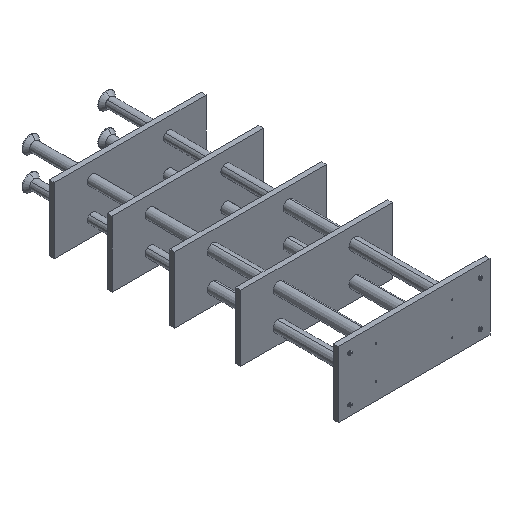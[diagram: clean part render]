
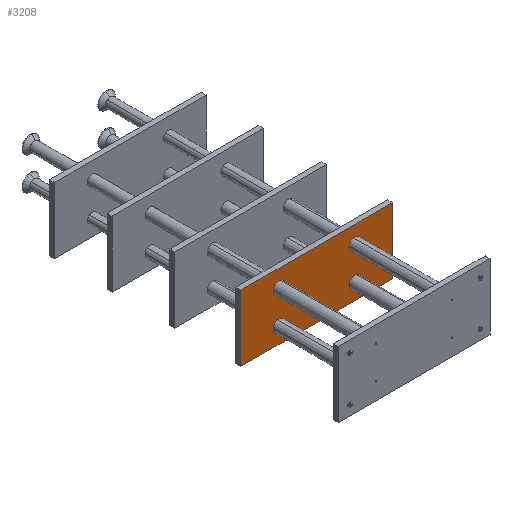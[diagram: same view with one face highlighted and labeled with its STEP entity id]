
A CAD part, isometric view. The second image highlights one B-rep face of the part: STEP entity #3208.
In plain terms, the highlighted planar face has unit normal (0, -1, 0).
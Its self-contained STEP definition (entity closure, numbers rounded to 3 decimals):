
#39 = AXIS2_PLACEMENT_3D ( 'NONE', #1349, #1697, #2126 ) ;
#78 = LINE ( 'NONE', #4105, #2428 ) ;
#86 = LINE ( 'NONE', #1291, #4939 ) ;
#112 = ORIENTED_EDGE ( 'NONE', *, *, #3239, .T. ) ;
#131 = VERTEX_POINT ( 'NONE', #2114 ) ;
#225 = DIRECTION ( 'NONE',  ( 0., 0., 1. ) ) ;
#356 = PLANE ( 'NONE',  #1645 ) ;
#382 = EDGE_CURVE ( 'NONE', #4057, #3189, #1800, .T. ) ;
#390 = CARTESIAN_POINT ( 'NONE',  ( -230., 0., -104.25 ) ) ;
#414 = EDGE_CURVE ( 'NONE', #131, #534, #1372, .T. ) ;
#534 = VERTEX_POINT ( 'NONE', #390 ) ;
#538 = EDGE_CURVE ( 'NONE', #4109, #2513, #4026, .T. ) ;
#703 = AXIS2_PLACEMENT_3D ( 'NONE', #4801, #3263, #3613 ) ;
#747 = EDGE_CURVE ( 'NONE', #3189, #4057, #1450, .T. ) ;
#864 = VERTEX_POINT ( 'NONE', #4667 ) ;
#895 = LINE ( 'NONE', #2526, #3226 ) ;
#900 = DIRECTION ( 'NONE',  ( -1., 0., 0. ) ) ;
#933 = EDGE_LOOP ( 'NONE', ( #2741, #3313 ) ) ;
#996 = EDGE_LOOP ( 'NONE', ( #3498, #3933, #1998, #1972 ) ) ;
#1049 = CARTESIAN_POINT ( 'NONE',  ( 230., 0., 104.25 ) ) ;
#1092 = AXIS2_PLACEMENT_3D ( 'NONE', #1327, #2626, #4990 ) ;
#1136 = FACE_BOUND ( 'NONE', #1224, .T. ) ;
#1209 = CARTESIAN_POINT ( 'NONE',  ( 230., 0., -95.75 ) ) ;
#1224 = EDGE_LOOP ( 'NONE', ( #2539, #1476 ) ) ;
#1235 = CARTESIAN_POINT ( 'NONE',  ( 460., 0., -200. ) ) ;
#1291 = CARTESIAN_POINT ( 'NONE',  ( 460., 0., 200. ) ) ;
#1299 = DIRECTION ( 'NONE',  ( 0., 0., -1. ) ) ;
#1327 = CARTESIAN_POINT ( 'NONE',  ( -230., 0., 100. ) ) ;
#1341 = CARTESIAN_POINT ( 'NONE',  ( -230., 0., 104.25 ) ) ;
#1349 = CARTESIAN_POINT ( 'NONE',  ( 230., 0., 100. ) ) ;
#1372 = CIRCLE ( 'NONE', #703, 4.25 ) ;
#1450 = CIRCLE ( 'NONE', #1705, 4.25 ) ;
#1476 = ORIENTED_EDGE ( 'NONE', *, *, #2675, .T. ) ;
#1622 = FACE_BOUND ( 'NONE', #3641, .T. ) ;
#1645 = AXIS2_PLACEMENT_3D ( 'NONE', #2785, #4828, #2054 ) ;
#1664 = DIRECTION ( 'NONE',  ( 1., 0., 0. ) ) ;
#1669 = CARTESIAN_POINT ( 'NONE',  ( -460., 0., -200. ) ) ;
#1670 = CARTESIAN_POINT ( 'NONE',  ( 230., 0., -100. ) ) ;
#1697 = DIRECTION ( 'NONE',  ( 0., 1., 0. ) ) ;
#1705 = AXIS2_PLACEMENT_3D ( 'NONE', #3751, #4588, #225 ) ;
#1715 = EDGE_LOOP ( 'NONE', ( #4558, #2520 ) ) ;
#1717 = VERTEX_POINT ( 'NONE', #1049 ) ;
#1800 = CIRCLE ( 'NONE', #2492, 4.25 ) ;
#1972 = ORIENTED_EDGE ( 'NONE', *, *, #2407, .F. ) ;
#1974 = DIRECTION ( 'NONE',  ( 0., 1., 0. ) ) ;
#1981 = EDGE_CURVE ( 'NONE', #2513, #4109, #3473, .T. ) ;
#1998 = ORIENTED_EDGE ( 'NONE', *, *, #5181, .F. ) ;
#2054 = DIRECTION ( 'NONE',  ( 0., 0., -1. ) ) ;
#2110 = VERTEX_POINT ( 'NONE', #3211 ) ;
#2114 = CARTESIAN_POINT ( 'NONE',  ( -230., 0., -95.75 ) ) ;
#2126 = DIRECTION ( 'NONE',  ( 0., 0., -1. ) ) ;
#2307 = VERTEX_POINT ( 'NONE', #1235 ) ;
#2328 = CIRCLE ( 'NONE', #39, 4.25 ) ;
#2332 = CIRCLE ( 'NONE', #3767, 4.25 ) ;
#2382 = CARTESIAN_POINT ( 'NONE',  ( -230., 0., 95.75 ) ) ;
#2407 = EDGE_CURVE ( 'NONE', #2307, #2110, #2881, .T. ) ;
#2428 = VECTOR ( 'NONE', #1664, 1000. ) ;
#2492 = AXIS2_PLACEMENT_3D ( 'NONE', #1670, #2832, #4851 ) ;
#2513 = VERTEX_POINT ( 'NONE', #1341 ) ;
#2520 = ORIENTED_EDGE ( 'NONE', *, *, #538, .F. ) ;
#2526 = CARTESIAN_POINT ( 'NONE',  ( -460., 0., 200. ) ) ;
#2539 = ORIENTED_EDGE ( 'NONE', *, *, #414, .T. ) ;
#2626 = DIRECTION ( 'NONE',  ( 0., -1., 0. ) ) ;
#2647 = CIRCLE ( 'NONE', #3644, 4.25 ) ;
#2675 = EDGE_CURVE ( 'NONE', #534, #131, #2647, .T. ) ;
#2741 = ORIENTED_EDGE ( 'NONE', *, *, #747, .F. ) ;
#2785 = CARTESIAN_POINT ( 'NONE',  ( 0., 0., 0. ) ) ;
#2832 = DIRECTION ( 'NONE',  ( 0., -1., 0. ) ) ;
#2881 = LINE ( 'NONE', #1669, #3980 ) ;
#2891 = VERTEX_POINT ( 'NONE', #4305 ) ;
#2920 = CARTESIAN_POINT ( 'NONE',  ( 230., 0., -104.25 ) ) ;
#3007 = DIRECTION ( 'NONE',  ( 0., 0., -1. ) ) ;
#3109 = ORIENTED_EDGE ( 'NONE', *, *, #4561, .T. ) ;
#3189 = VERTEX_POINT ( 'NONE', #1209 ) ;
#3208 = ADVANCED_FACE ( 'NONE', ( #4773, #1622, #3241, #1136, #3984 ), #356, .T. ) ;
#3211 = CARTESIAN_POINT ( 'NONE',  ( -460., 0., -200. ) ) ;
#3226 = VECTOR ( 'NONE', #3789, 1000. ) ;
#3239 = EDGE_CURVE ( 'NONE', #864, #1717, #2332, .T. ) ;
#3241 = FACE_BOUND ( 'NONE', #933, .T. ) ;
#3263 = DIRECTION ( 'NONE',  ( 0., 1., 0. ) ) ;
#3313 = ORIENTED_EDGE ( 'NONE', *, *, #382, .F. ) ;
#3341 = AXIS2_PLACEMENT_3D ( 'NONE', #4054, #4424, #1299 ) ;
#3443 = CARTESIAN_POINT ( 'NONE',  ( -230., 0., -100. ) ) ;
#3473 = CIRCLE ( 'NONE', #1092, 4.25 ) ;
#3494 = DIRECTION ( 'NONE',  ( 0., 0., 1. ) ) ;
#3498 = ORIENTED_EDGE ( 'NONE', *, *, #4657, .F. ) ;
#3613 = DIRECTION ( 'NONE',  ( 0., 0., 1. ) ) ;
#3641 = EDGE_LOOP ( 'NONE', ( #3109, #112 ) ) ;
#3644 = AXIS2_PLACEMENT_3D ( 'NONE', #3443, #3788, #3494 ) ;
#3663 = CARTESIAN_POINT ( 'NONE',  ( 230., 0., 100. ) ) ;
#3751 = CARTESIAN_POINT ( 'NONE',  ( 230., 0., -100. ) ) ;
#3767 = AXIS2_PLACEMENT_3D ( 'NONE', #3663, #1974, #4389 ) ;
#3788 = DIRECTION ( 'NONE',  ( 0., 1., 0. ) ) ;
#3789 = DIRECTION ( 'NONE',  ( 0., 0., 1. ) ) ;
#3933 = ORIENTED_EDGE ( 'NONE', *, *, #3940, .F. ) ;
#3940 = EDGE_CURVE ( 'NONE', #2891, #4447, #78, .T. ) ;
#3980 = VECTOR ( 'NONE', #900, 1000. ) ;
#3984 = FACE_OUTER_BOUND ( 'NONE', #996, .T. ) ;
#4026 = CIRCLE ( 'NONE', #3341, 4.25 ) ;
#4054 = CARTESIAN_POINT ( 'NONE',  ( -230., 0., 100. ) ) ;
#4057 = VERTEX_POINT ( 'NONE', #2920 ) ;
#4105 = CARTESIAN_POINT ( 'NONE',  ( -460., 0., 200. ) ) ;
#4109 = VERTEX_POINT ( 'NONE', #2382 ) ;
#4305 = CARTESIAN_POINT ( 'NONE',  ( -460., 0., 200. ) ) ;
#4389 = DIRECTION ( 'NONE',  ( 0., 0., -1. ) ) ;
#4424 = DIRECTION ( 'NONE',  ( 0., -1., 0. ) ) ;
#4447 = VERTEX_POINT ( 'NONE', #4711 ) ;
#4558 = ORIENTED_EDGE ( 'NONE', *, *, #1981, .F. ) ;
#4561 = EDGE_CURVE ( 'NONE', #1717, #864, #2328, .T. ) ;
#4588 = DIRECTION ( 'NONE',  ( 0., -1., 0. ) ) ;
#4657 = EDGE_CURVE ( 'NONE', #4447, #2307, #86, .T. ) ;
#4667 = CARTESIAN_POINT ( 'NONE',  ( 230., 0., 95.75 ) ) ;
#4711 = CARTESIAN_POINT ( 'NONE',  ( 460., 0., 200. ) ) ;
#4773 = FACE_BOUND ( 'NONE', #1715, .T. ) ;
#4801 = CARTESIAN_POINT ( 'NONE',  ( -230., 0., -100. ) ) ;
#4828 = DIRECTION ( 'NONE',  ( 0., -1., 0. ) ) ;
#4851 = DIRECTION ( 'NONE',  ( 0., 0., 1. ) ) ;
#4939 = VECTOR ( 'NONE', #3007, 1000. ) ;
#4990 = DIRECTION ( 'NONE',  ( 0., 0., -1. ) ) ;
#5181 = EDGE_CURVE ( 'NONE', #2110, #2891, #895, .T. ) ;
